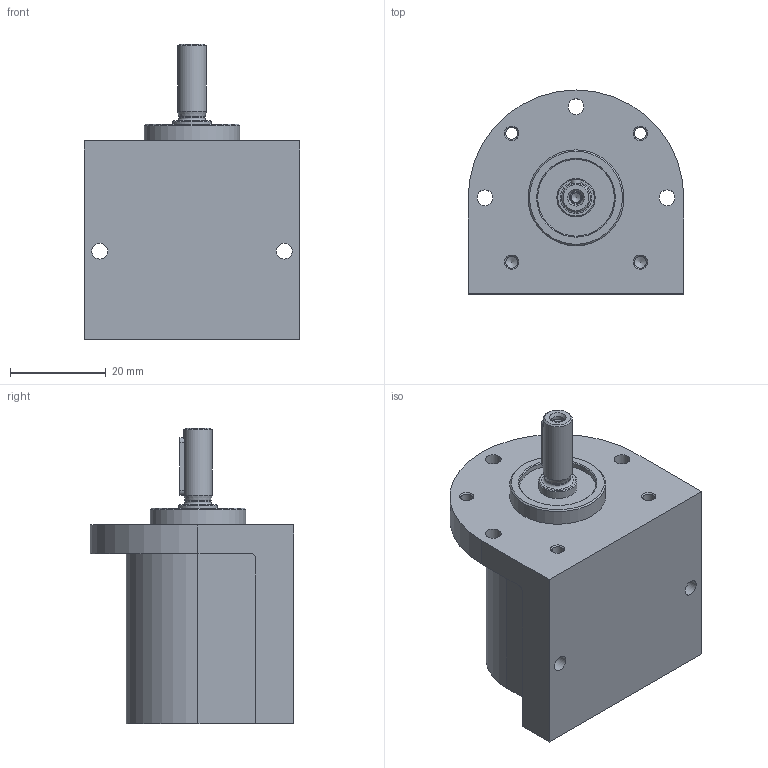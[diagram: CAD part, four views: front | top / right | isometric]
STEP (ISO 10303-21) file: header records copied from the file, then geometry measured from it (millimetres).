
FILE_DESCRIPTION(/* description */ ('STEP AP214'),/* implementation_level */ '2;1');
FILE_NAME(/* name */ '33299_FLSR-10-R',/* time_stamp */ '2024-08-28T14:20:56+02:00',/* author */ ('License CC BY-ND 4.0'),/* organization */ ('CADENAS'),/* preprocessor_version */ 'ST-DEVELOPER v19.3',/* originating_system */ 'PARTsolutions',/* authorisation */ ' ');
FILE_SCHEMA (('AUTOMOTIVE_DESIGN {1 0 10303 214 3 1 1}'));
Length unit declared in the file: millimetre
Products named in the file (3): 33299 FLSR-10-R; 33299 FLSR-10-R_z; 33299 FLSR-10-R_k
Assembly tree (2 placements, depth 2):
  33299 FLSR-10-R
    33299 FLSR-10-R_z
    33299 FLSR-10-R_k
Bounding box: 45 x 42.5 x 61.7 mm (x, y, z)
Volume: 46307.1 mm3; surface area: 15934.3 mm2
Topology: 2 solids, 2 shells, 91 faces, 198 edges, 125 vertices
Faces by surface type: cylinder 36, plane 32, cone 20, torus 3
Full cylindrical faces by diameter (mm): 2.013 x1, 2.459 x6, 2.7 x1, 3.3 x5, 5.4 x1, 6 x7, 8 x2, 12 x1, 16 x1, 18 x2, 20 x2
Entity records: 2275 total; most frequent: DIRECTION 405, CARTESIAN_POINT 371, ORIENTED_EDGE 272, AXIS2_PLACEMENT_3D 180, FACE_BOUND 177, EDGE_LOOP 172, EDGE_CURVE 136, VERTEX_POINT 119
